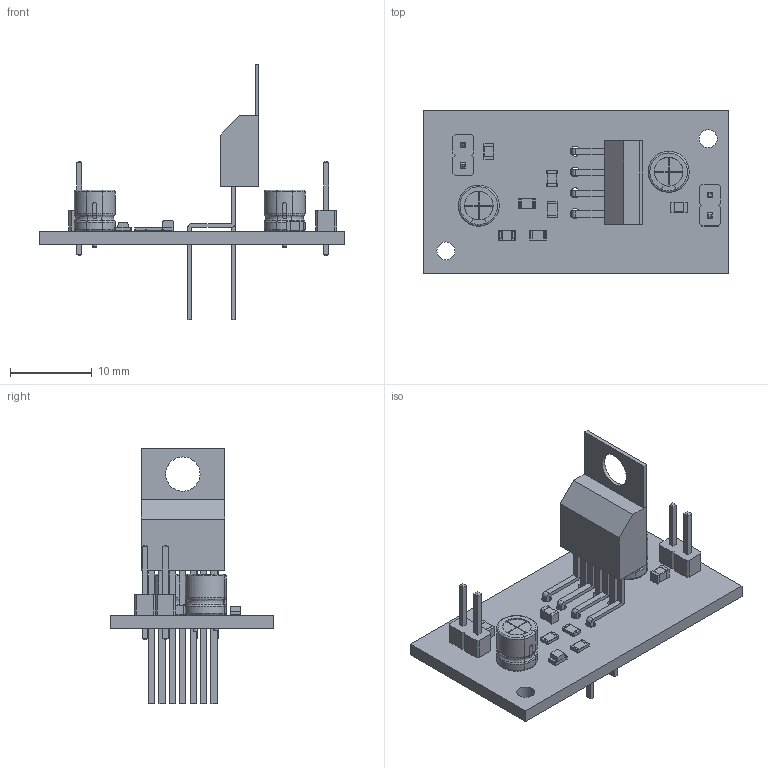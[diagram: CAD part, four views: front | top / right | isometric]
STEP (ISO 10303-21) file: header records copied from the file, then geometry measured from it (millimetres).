
FILE_DESCRIPTION(('KiCad electronic assembly'),'2;1');
FILE_NAME('AtlasPD.step','2021-09-17T09:03:26',('An Author'),( 'A Company'),'Open CASCADE STEP processor 6.9', 'KiCad to STEP converter','Unknown');
FILE_SCHEMA(('AUTOMOTIVE_DESIGN { 1 0 10303 214 1 1 1 1 }'));
Length unit declared in the file: millimetre
Products named in the file (14): Open CASCADE STEP translator 6.9 1; CP_Radial_D5.0mm_P2.50mm; SOLID; C_0805_2012Metric; PinHeader_1x02_P2.54mm_Vertical; R_0805_2012Metric; LM2678T-ADJ; COMPOUND; LED_0805_2012Metric
Assembly tree (19 placements, depth 3):
  Open CASCADE STEP translator 6.9 1
    CP_Radial_D5.0mm_P2.50mm  x2
      SOLID
    C_0805_2012Metric  x3
      SOLID
    PinHeader_1x02_P2.54mm_Vertical  x2
      SOLID
    R_0805_2012Metric  x3
      SOLID
    LM2678T-ADJ
      COMPOUND
    LED_0805_2012Metric
      SOLID
    COMPOUND
Bounding box: 37.39 x 20 x 31.22 mm (x, y, z)
Volume: 1900 mm3; surface area: 3112.8 mm2
Topology: 21 solids, 23 shells, 517 faces, 1276 edges, 824 vertices
Faces by surface type: plane 371, cylinder 120, bspline 12, revolution 10, torus 4
Full cylindrical faces by diameter (mm): 0.5 x4, 0.8 x4, 1 x4, 1.2 x7, 2.2 x2, 4.2 x1
Entity records: 21980 total; most frequent: CARTESIAN_POINT 4590, DIRECTION 2970, LINE 1927, VECTOR 1927, ORIENTED_EDGE 1518, PCURVE 1518, DEFINITIONAL_REPRESENTATION 1518, EDGE_CURVE 759
